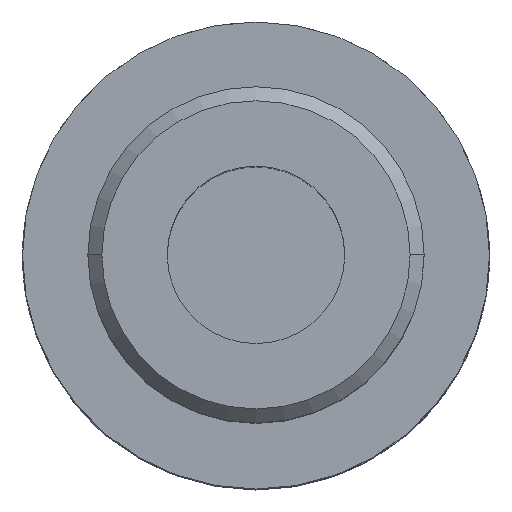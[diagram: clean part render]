
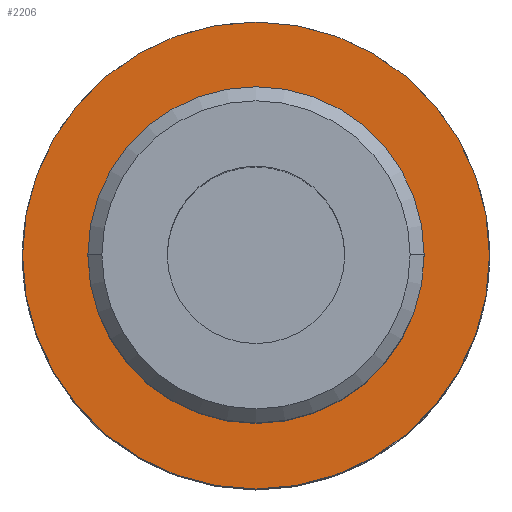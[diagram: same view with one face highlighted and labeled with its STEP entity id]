
A CAD part, top view. The second image highlights one B-rep face of the part: STEP entity #2206.
In plain terms, the highlighted planar face has unit normal (0, 0, 1).
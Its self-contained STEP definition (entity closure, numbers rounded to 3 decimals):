
#178 = CARTESIAN_POINT ( 'NONE',  ( 0., 0., 60. ) ) ;
#183 = EDGE_LOOP ( 'NONE', ( #3350, #243 ) ) ;
#243 = ORIENTED_EDGE ( 'NONE', *, *, #2515, .F. ) ;
#267 = DIRECTION ( 'NONE',  ( 0., 0., -1. ) ) ;
#303 = CARTESIAN_POINT ( 'NONE',  ( 0., 0., 60. ) ) ;
#460 = AXIS2_PLACEMENT_3D ( 'NONE', #303, #267, #3709 ) ;
#485 = DIRECTION ( 'NONE',  ( 0., 0., -1. ) ) ;
#493 = VERTEX_POINT ( 'NONE', #1777 ) ;
#500 = EDGE_CURVE ( 'NONE', #1975, #493, #2087, .T. ) ;
#582 = CARTESIAN_POINT ( 'NONE',  ( -25., 0., 60. ) ) ;
#659 = CIRCLE ( 'NONE', #2292, 16.5 ) ;
#680 = DIRECTION ( 'NONE',  ( -1., 0., 0. ) ) ;
#968 = CARTESIAN_POINT ( 'NONE',  ( 0., 0., 60. ) ) ;
#975 = PLANE ( 'NONE',  #1142 ) ;
#1133 = EDGE_CURVE ( 'NONE', #2408, #1300, #3112, .T. ) ;
#1142 = AXIS2_PLACEMENT_3D ( 'NONE', #2711, #1896, #2750 ) ;
#1245 = CARTESIAN_POINT ( 'NONE',  ( 0., 0., 60. ) ) ;
#1247 = DIRECTION ( 'NONE',  ( 0., 0., -1. ) ) ;
#1286 = DIRECTION ( 'NONE',  ( 0., 0., -1. ) ) ;
#1300 = VERTEX_POINT ( 'NONE', #3525 ) ;
#1593 = AXIS2_PLACEMENT_3D ( 'NONE', #968, #1247, #2706 ) ;
#1777 = CARTESIAN_POINT ( 'NONE',  ( 16.5, 0., 60. ) ) ;
#1826 = ORIENTED_EDGE ( 'NONE', *, *, #500, .T. ) ;
#1873 = CIRCLE ( 'NONE', #1593, 25. ) ;
#1894 = CARTESIAN_POINT ( 'NONE',  ( -16.5, 0., 60. ) ) ;
#1896 = DIRECTION ( 'NONE',  ( 0., 0., 1. ) ) ;
#1902 = FACE_BOUND ( 'NONE', #2393, .T. ) ;
#1975 = VERTEX_POINT ( 'NONE', #1894 ) ;
#2087 = CIRCLE ( 'NONE', #2148, 16.5 ) ;
#2148 = AXIS2_PLACEMENT_3D ( 'NONE', #1245, #485, #680 ) ;
#2206 = ADVANCED_FACE ( 'NONE', ( #1902, #2524 ), #975, .T. ) ;
#2292 = AXIS2_PLACEMENT_3D ( 'NONE', #178, #1286, #2449 ) ;
#2393 = EDGE_LOOP ( 'NONE', ( #1826, #2514 ) ) ;
#2408 = VERTEX_POINT ( 'NONE', #582 ) ;
#2449 = DIRECTION ( 'NONE',  ( -1., 0., 0. ) ) ;
#2514 = ORIENTED_EDGE ( 'NONE', *, *, #2639, .T. ) ;
#2515 = EDGE_CURVE ( 'NONE', #1300, #2408, #1873, .T. ) ;
#2524 = FACE_OUTER_BOUND ( 'NONE', #183, .T. ) ;
#2639 = EDGE_CURVE ( 'NONE', #493, #1975, #659, .T. ) ;
#2706 = DIRECTION ( 'NONE',  ( -1., 0., 0. ) ) ;
#2711 = CARTESIAN_POINT ( 'NONE',  ( 0., 25., 60. ) ) ;
#2750 = DIRECTION ( 'NONE',  ( 1., 0., 0. ) ) ;
#3112 = CIRCLE ( 'NONE', #460, 25. ) ;
#3350 = ORIENTED_EDGE ( 'NONE', *, *, #1133, .F. ) ;
#3525 = CARTESIAN_POINT ( 'NONE',  ( 25., 0., 60. ) ) ;
#3709 = DIRECTION ( 'NONE',  ( -1., 0., 0. ) ) ;
